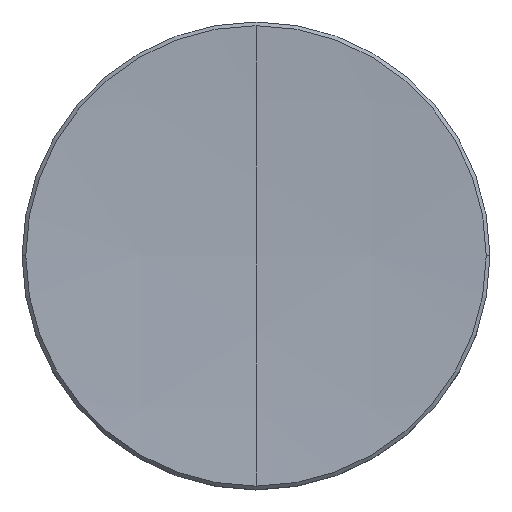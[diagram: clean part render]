
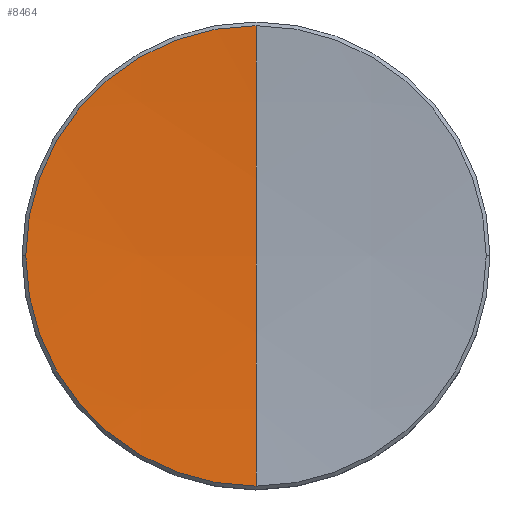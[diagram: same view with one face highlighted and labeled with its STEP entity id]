
A CAD part, top view. The second image highlights one B-rep face of the part: STEP entity #8464.
In plain terms, the highlighted spherical face has radius 200 mm.
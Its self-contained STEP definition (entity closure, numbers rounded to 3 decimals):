
#6038 = AXIS2_PLACEMENT_3D ( 'NONE', #6154, #6249, #6245 ) ;
#6042 = CARTESIAN_POINT ( 'NONE',  ( 0., 0., 203. ) ) ;
#6043 = FACE_OUTER_BOUND ( 'NONE', #8467, .T. ) ;
#6060 = SPHERICAL_SURFACE ( 'NONE', #6038, 200. ) ;
#6080 = CARTESIAN_POINT ( 'NONE',  ( 0., -12.5, 3.391 ) ) ;
#6081 = CARTESIAN_POINT ( 'NONE',  ( 0., 0., 3. ) ) ;
#6117 = DIRECTION ( 'NONE',  ( 1., 0., 0. ) ) ;
#6118 = AXIS2_PLACEMENT_3D ( 'NONE', #6042, #6117, #6159 ) ;
#6119 = CIRCLE ( 'NONE', #6118, 200. ) ;
#6123 = CIRCLE ( 'NONE', #6244, 12.5 ) ;
#6127 = CARTESIAN_POINT ( 'NONE',  ( 0., 12.5, 3.391 ) ) ;
#6154 = CARTESIAN_POINT ( 'NONE',  ( 0., 0., 203. ) ) ;
#6157 = AXIS2_PLACEMENT_3D ( 'NONE', #6243, #6234, #6233 ) ;
#6159 = DIRECTION ( 'NONE',  ( 0., 1., 0. ) ) ;
#6203 = DIRECTION ( 'NONE',  ( 1., 0., 0. ) ) ;
#6204 = DIRECTION ( 'NONE',  ( 0., 0., 1. ) ) ;
#6205 = CARTESIAN_POINT ( 'NONE',  ( 0., 0., 3.391 ) ) ;
#6206 = AXIS2_PLACEMENT_3D ( 'NONE', #6205, #6204, #6203 ) ;
#6231 = CARTESIAN_POINT ( 'NONE',  ( -12.5, 0., 3.391 ) ) ;
#6233 = DIRECTION ( 'NONE',  ( 0., 0., 1. ) ) ;
#6234 = DIRECTION ( 'NONE',  ( -1., 0., 0. ) ) ;
#6239 = DIRECTION ( 'NONE',  ( 1., 0., 0. ) ) ;
#6240 = DIRECTION ( 'NONE',  ( 0., 0., 1. ) ) ;
#6241 = CARTESIAN_POINT ( 'NONE',  ( 0., 0., 3.391 ) ) ;
#6243 = CARTESIAN_POINT ( 'NONE',  ( 0., 0., 203. ) ) ;
#6244 = AXIS2_PLACEMENT_3D ( 'NONE', #6241, #6240, #6239 ) ;
#6245 = DIRECTION ( 'NONE',  ( 0., 1., 0. ) ) ;
#6246 = CIRCLE ( 'NONE', #6157, 200. ) ;
#6247 = CIRCLE ( 'NONE', #6206, 12.5 ) ;
#6249 = DIRECTION ( 'NONE',  ( 1., 0., 0. ) ) ;
#8436 = VERTEX_POINT ( 'NONE', #6127 ) ;
#8460 = VERTEX_POINT ( 'NONE', #6080 ) ;
#8461 = EDGE_CURVE ( 'NONE', #8460, #8463, #6119, .T. ) ;
#8462 = ORIENTED_EDGE ( 'NONE', *, *, #8466, .T. ) ;
#8463 = VERTEX_POINT ( 'NONE', #6081 ) ;
#8464 = ADVANCED_FACE ( 'NONE', ( #6043 ), #6060, .F. ) ;
#8465 = ORIENTED_EDGE ( 'NONE', *, *, #8478, .T. ) ;
#8466 = EDGE_CURVE ( 'NONE', #8474, #8460, #6123, .T. ) ;
#8467 = EDGE_LOOP ( 'NONE', ( #8465, #8462, #8471, #8469 ) ) ;
#8468 = EDGE_CURVE ( 'NONE', #8436, #8463, #6246, .T. ) ;
#8469 = ORIENTED_EDGE ( 'NONE', *, *, #8468, .F. ) ;
#8471 = ORIENTED_EDGE ( 'NONE', *, *, #8461, .T. ) ;
#8474 = VERTEX_POINT ( 'NONE', #6231 ) ;
#8478 = EDGE_CURVE ( 'NONE', #8436, #8474, #6247, .T. ) ;
